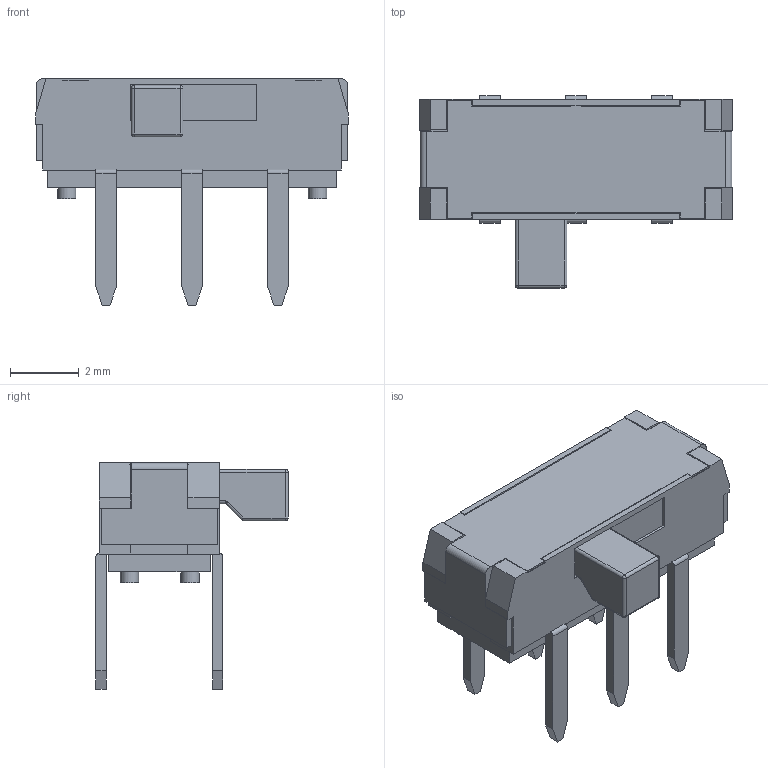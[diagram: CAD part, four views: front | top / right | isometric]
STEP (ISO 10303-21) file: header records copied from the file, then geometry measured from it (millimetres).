
FILE_DESCRIPTION(/* description */ ('Unknown'),/* implementation_level */ '2;1');
FILE_NAME(/* name */ 'SLW-91353-2A-RA-D',/* time_stamp */ '2025-05-01T07:46:47+02:00',/* author */ ('Unknown'),/* organization */ ('Unknown'),/* preprocessor_version */ 'ST-DEVELOPER v18.102',/* originating_system */ 'Solid Edge',/* authorisation */ 'Unknown');
FILE_SCHEMA (('AUTOMOTIVE_DESIGN {1 0 10303 214 3 1 1}'));
Length unit declared in the file: millimetre
Products named in the file (1): SLW-91353-2A-RA-D
Bounding box: 9.1 x 5.6 x 6.61 mm (x, y, z)
Volume: 104.2 mm3; surface area: 208.9 mm2
Topology: 1 solids, 1 shells, 181 faces, 512 edges, 326 vertices
Faces by surface type: plane 151, cylinder 24, sphere 4, torus 2
Full cylindrical faces by diameter (mm): 0.533 x4
Entity records: 6947 total; most frequent: CARTESIAN_POINT 1002, ORIENTED_EDGE 996, DIRECTION 910, EDGE_CURVE 498, LINE 450, VECTOR 450, VERTEX_POINT 322, AXIS2_PLACEMENT_3D 230
